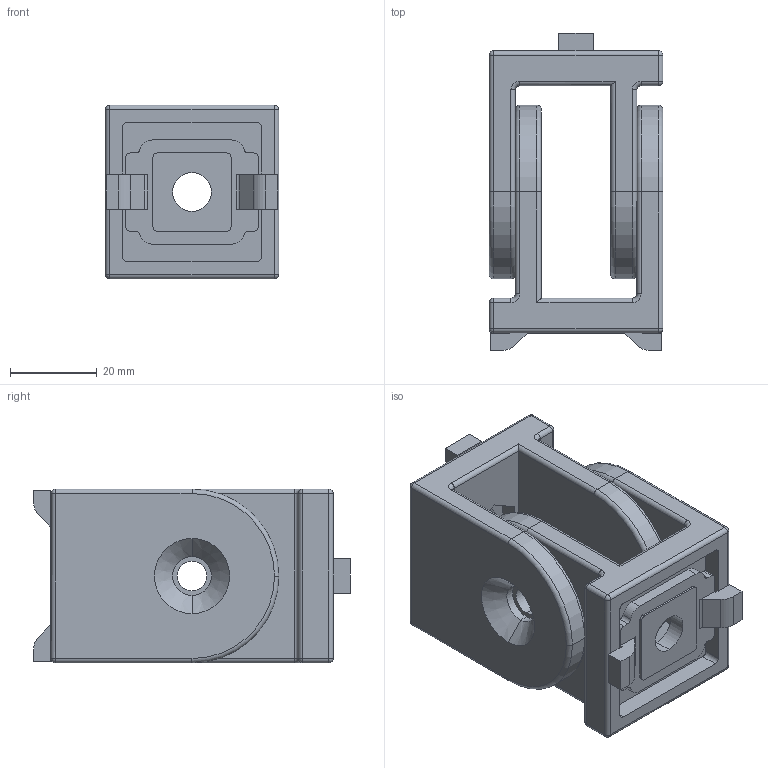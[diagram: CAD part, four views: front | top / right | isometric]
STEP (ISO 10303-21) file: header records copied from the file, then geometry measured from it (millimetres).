
FILE_DESCRIPTION(/* description */ (''),/* implementation_level */ '2;1');
FILE_NAME(/* name */ 'CGIPR0000110.stp',/* time_stamp */ '2018-07-20T10:44:21+02:00',/* author */ ('fzagni'),/* organization */ (''),/* preprocessor_version */ 'ST-DEVELOPER v16.1',/* originating_system */ 'Autodesk Inventor 2016',/* authorisation */ '');
FILE_SCHEMA (('AUTOMOTIVE_DESIGN { 1 0 10303 214 3 1 1 }'));
Length unit declared in the file: millimetre
Products named in the file (3): 440000007016; 440000007017; CGIPR0000110
Assembly tree (4 placements, depth 2):
  CGIPR0000110
    440000007016  x2
    440000007017  x2
Bounding box: 40 x 73.01 x 40.01 mm (x, y, z)
Volume: 57420.4 mm3; surface area: 27889.9 mm2
Topology: 4 solids, 4 shells, 264 faces, 678 edges, 416 vertices
Faces by surface type: cylinder 118, plane 106, torus 24, sphere 12, cone 4
Entity records: 4052 total; most frequent: DIRECTION 745, CARTESIAN_POINT 680, ORIENTED_EDGE 666, EDGE_CURVE 333, AXIS2_PLACEMENT_3D 273, VERTEX_POINT 208, LINE 199, VECTOR 199
